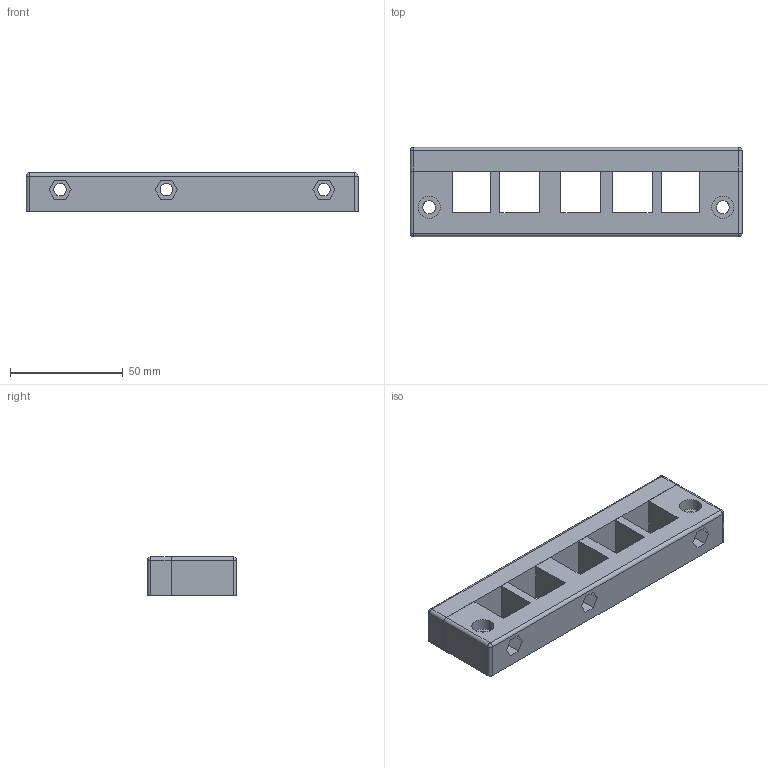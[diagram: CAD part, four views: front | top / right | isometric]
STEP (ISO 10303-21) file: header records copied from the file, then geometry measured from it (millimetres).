
FILE_DESCRIPTION(('STEP AP242'),'1');
FILE_NAME('42250.stp','2020-06-03T12:58:09',('TraceParts'),('TraceParts S.A.'),'Spatial InterOp 3D',' ',' ');
FILE_SCHEMA(('AP242_MANAGED_MODEL_BASED_3D_ENGINEERING_MIM_LF {1 0 10303 442 1 1 4}'));
Length unit declared in the file: millimetre
Products named in the file (1): 42250_1
Bounding box: 147 x 39.5 x 17 mm (x, y, z)
Volume: 65111.5 mm3; surface area: 25527.5 mm2
Topology: 2 solids, 2 shells, 107 faces, 274 edges, 176 vertices
Faces by surface type: plane 63, cylinder 40, sphere 4
Entity records: 3259 total; most frequent: DIRECTION 568, CARTESIAN_POINT 555, ORIENTED_EDGE 540, EDGE_CURVE 270, LINE 190, VECTOR 190, AXIS2_PLACEMENT_3D 189, VERTEX_POINT 176
